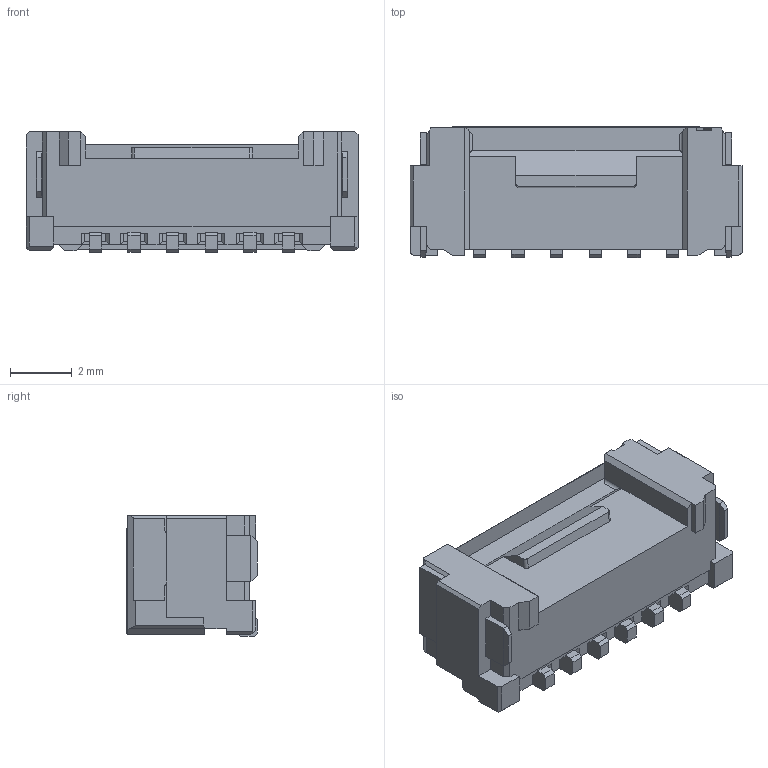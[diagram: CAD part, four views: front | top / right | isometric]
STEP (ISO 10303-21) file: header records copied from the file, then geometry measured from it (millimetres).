
FILE_DESCRIPTION((''),'2;1');
FILE_NAME('5055680671','2020-05-14T',('gga'),(''),'PRO/ENGINEER BY PARAMETRIC TECHNOLOGY CORPORATION, 2016010','PRO/ENGINEER BY PARAMETRIC TECHNOLOGY CORPORATION, 2016010','');
FILE_SCHEMA(('CONFIG_CONTROL_DESIGN'));
Length unit declared in the file: millimetre
Products named in the file (1): 5055680671
Bounding box: 10.75 x 4.24 x 3.9 mm (x, y, z)
Volume: 84.1 mm3; surface area: 347.2 mm2
Topology: 2 solids, 2 shells, 371 faces, 1089 edges, 722 vertices
Faces by surface type: plane 328, cylinder 39, cone 4
Entity records: 12125 total; most frequent: CARTESIAN_POINT 2224, ORIENTED_EDGE 2114, DIRECTION 1893, EDGE_CURVE 1057, VECTOR 1005, LINE 1005, VERTEX_POINT 690, AXIS2_PLACEMENT_3D 444
